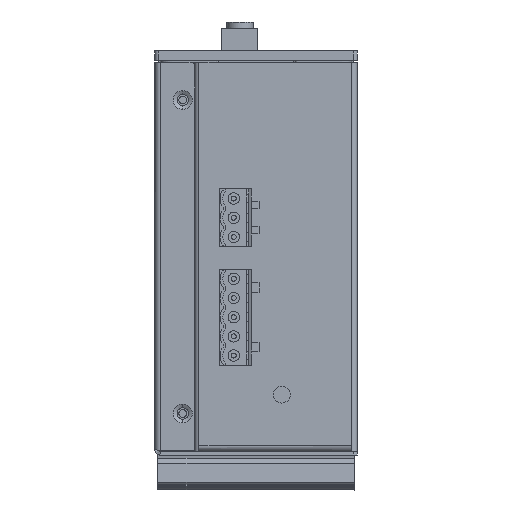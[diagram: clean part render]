
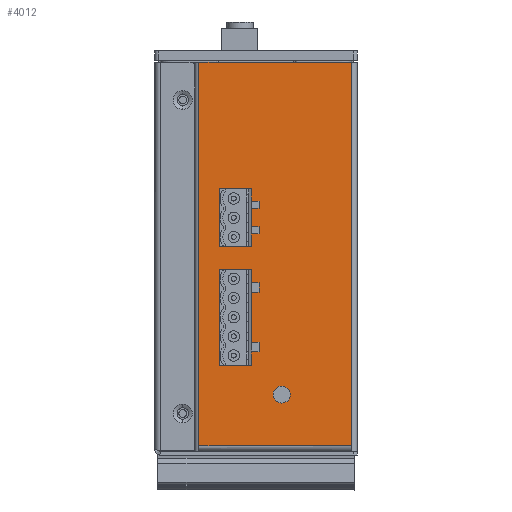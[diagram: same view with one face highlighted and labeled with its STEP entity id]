
A CAD part, left-side view. The second image highlights one B-rep face of the part: STEP entity #4012.
In plain terms, the highlighted planar face has unit normal (-1, 0, 0).
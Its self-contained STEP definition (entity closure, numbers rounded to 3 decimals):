
#245=DIRECTION('',(0.,0.,1.));
#246=VECTOR('',#245,101.5);
#247=CARTESIAN_POINT('',(-67.5,1.5,-50.));
#248=LINE('',#247,#246);
#978=DIRECTION('',(0.,-1.,0.));
#979=VECTOR('',#978,40.4);
#980=CARTESIAN_POINT('',(-67.5,41.9,-50.));
#981=LINE('',#980,#979);
#1033=DIRECTION('',(0.,-1.,0.));
#1034=VECTOR('',#1033,40.4);
#1035=CARTESIAN_POINT('',(-67.5,41.9,51.5));
#1036=LINE('',#1035,#1034);
#1037=CARTESIAN_POINT('',(-67.5,20.,-36.5));
#1038=DIRECTION('',(-1.,0.,0.));
#1039=DIRECTION('',(0.,0.,-1.));
#1040=AXIS2_PLACEMENT_3D('',#1037,#1038,#1039);
#1042=CARTESIAN_POINT('',(-67.5,20.,-36.5));
#1043=DIRECTION('',(-1.,0.,0.));
#1044=DIRECTION('',(0.,0.,1.));
#1045=AXIS2_PLACEMENT_3D('',#1042,#1043,#1044);
#1047=DIRECTION('',(0.,0.,-1.));
#1048=VECTOR('',#1047,25.6);
#1049=CARTESIAN_POINT('',(-67.5,36.5,-3.25));
#1050=LINE('',#1049,#1048);
#1051=DIRECTION('',(0.,-1.,0.));
#1052=VECTOR('',#1051,8.5);
#1053=CARTESIAN_POINT('',(-67.5,36.5,-28.85));
#1054=LINE('',#1053,#1052);
#1055=DIRECTION('',(0.,0.,1.));
#1056=VECTOR('',#1055,3.65);
#1057=CARTESIAN_POINT('',(-67.5,28.,-28.85));
#1058=LINE('',#1057,#1056);
#1059=DIRECTION('',(0.,-1.,0.));
#1060=VECTOR('',#1059,2.);
#1061=CARTESIAN_POINT('',(-67.5,28.,-25.2));
#1062=LINE('',#1061,#1060);
#1063=DIRECTION('',(0.,0.,1.));
#1064=VECTOR('',#1063,2.5);
#1065=CARTESIAN_POINT('',(-67.5,26.,-25.2));
#1066=LINE('',#1065,#1064);
#1067=DIRECTION('',(0.,1.,0.));
#1068=VECTOR('',#1067,2.);
#1069=CARTESIAN_POINT('',(-67.5,26.,-22.7));
#1070=LINE('',#1069,#1068);
#1071=DIRECTION('',(0.,0.,1.));
#1072=VECTOR('',#1071,13.3);
#1073=CARTESIAN_POINT('',(-67.5,28.,-22.7));
#1074=LINE('',#1073,#1072);
#1075=DIRECTION('',(0.,-1.,0.));
#1076=VECTOR('',#1075,2.);
#1077=CARTESIAN_POINT('',(-67.5,28.,-9.4));
#1078=LINE('',#1077,#1076);
#1079=DIRECTION('',(0.,0.,1.));
#1080=VECTOR('',#1079,2.5);
#1081=CARTESIAN_POINT('',(-67.5,26.,-9.4));
#1082=LINE('',#1081,#1080);
#1083=DIRECTION('',(0.,1.,0.));
#1084=VECTOR('',#1083,2.);
#1085=CARTESIAN_POINT('',(-67.5,26.,-6.9));
#1086=LINE('',#1085,#1084);
#1087=DIRECTION('',(0.,0.,1.));
#1088=VECTOR('',#1087,3.65);
#1089=CARTESIAN_POINT('',(-67.5,28.,-6.9));
#1090=LINE('',#1089,#1088);
#1091=DIRECTION('',(0.,1.,0.));
#1092=VECTOR('',#1091,8.5);
#1093=CARTESIAN_POINT('',(-67.5,28.,-3.25));
#1094=LINE('',#1093,#1092);
#1095=DIRECTION('',(0.,0.,-1.));
#1096=VECTOR('',#1095,15.4);
#1097=CARTESIAN_POINT('',(-67.5,36.5,18.05));
#1098=LINE('',#1097,#1096);
#1099=DIRECTION('',(0.,-1.,0.));
#1100=VECTOR('',#1099,8.5);
#1101=CARTESIAN_POINT('',(-67.5,36.5,2.65));
#1102=LINE('',#1101,#1100);
#1103=DIRECTION('',(0.,0.,1.));
#1104=VECTOR('',#1103,3.38);
#1105=CARTESIAN_POINT('',(-67.5,28.,2.65));
#1106=LINE('',#1105,#1104);
#1107=DIRECTION('',(0.,-1.,0.));
#1108=VECTOR('',#1107,2.);
#1109=CARTESIAN_POINT('',(-67.5,28.,6.03));
#1110=LINE('',#1109,#1108);
#1111=DIRECTION('',(0.,0.,1.));
#1112=VECTOR('',#1111,1.9);
#1113=CARTESIAN_POINT('',(-67.5,26.,6.03));
#1114=LINE('',#1113,#1112);
#1115=DIRECTION('',(0.,1.,0.));
#1116=VECTOR('',#1115,2.);
#1117=CARTESIAN_POINT('',(-67.5,26.,7.93));
#1118=LINE('',#1117,#1116);
#1119=DIRECTION('',(0.,0.,1.));
#1120=VECTOR('',#1119,4.84);
#1121=CARTESIAN_POINT('',(-67.5,28.,7.93));
#1122=LINE('',#1121,#1120);
#1123=DIRECTION('',(0.,-1.,0.));
#1124=VECTOR('',#1123,2.);
#1125=CARTESIAN_POINT('',(-67.5,28.,12.77));
#1126=LINE('',#1125,#1124);
#1127=DIRECTION('',(0.,0.,1.));
#1128=VECTOR('',#1127,1.9);
#1129=CARTESIAN_POINT('',(-67.5,26.,12.77));
#1130=LINE('',#1129,#1128);
#1131=DIRECTION('',(0.,1.,0.));
#1132=VECTOR('',#1131,2.);
#1133=CARTESIAN_POINT('',(-67.5,26.,14.67));
#1134=LINE('',#1133,#1132);
#1135=DIRECTION('',(0.,0.,1.));
#1136=VECTOR('',#1135,3.38);
#1137=CARTESIAN_POINT('',(-67.5,28.,14.67));
#1138=LINE('',#1137,#1136);
#1139=DIRECTION('',(0.,1.,0.));
#1140=VECTOR('',#1139,8.5);
#1141=CARTESIAN_POINT('',(-67.5,28.,18.05));
#1142=LINE('',#1141,#1140);
#1151=DIRECTION('',(0.,0.,-1.));
#1152=VECTOR('',#1151,101.5);
#1153=CARTESIAN_POINT('',(-67.5,41.9,51.5));
#1154=LINE('',#1153,#1152);
#2091=CARTESIAN_POINT('',(-67.5,1.5,51.5));
#2092=VERTEX_POINT('',#2091);
#2101=CARTESIAN_POINT('',(-67.5,1.5,-50.));
#2102=VERTEX_POINT('',#2101);
#2300=CARTESIAN_POINT('',(-67.5,41.9,-50.));
#2301=VERTEX_POINT('',#2300);
#2361=CARTESIAN_POINT('',(-67.5,41.9,51.5));
#2362=VERTEX_POINT('',#2361);
#2363=CARTESIAN_POINT('',(-67.5,20.,-38.75));
#2364=CARTESIAN_POINT('',(-67.5,20.,-34.25));
#2365=VERTEX_POINT('',#2363);
#2366=VERTEX_POINT('',#2364);
#2367=CARTESIAN_POINT('',(-67.5,36.5,-3.25));
#2368=CARTESIAN_POINT('',(-67.5,36.5,-28.85));
#2369=VERTEX_POINT('',#2367);
#2370=VERTEX_POINT('',#2368);
#2371=CARTESIAN_POINT('',(-67.5,28.,-28.85));
#2372=VERTEX_POINT('',#2371);
#2373=CARTESIAN_POINT('',(-67.5,28.,-25.2));
#2374=VERTEX_POINT('',#2373);
#2375=CARTESIAN_POINT('',(-67.5,26.,-25.2));
#2376=VERTEX_POINT('',#2375);
#2377=CARTESIAN_POINT('',(-67.5,26.,-22.7));
#2378=VERTEX_POINT('',#2377);
#2379=CARTESIAN_POINT('',(-67.5,28.,-22.7));
#2380=VERTEX_POINT('',#2379);
#2381=CARTESIAN_POINT('',(-67.5,28.,-9.4));
#2382=VERTEX_POINT('',#2381);
#2383=CARTESIAN_POINT('',(-67.5,26.,-9.4));
#2384=VERTEX_POINT('',#2383);
#2385=CARTESIAN_POINT('',(-67.5,26.,-6.9));
#2386=VERTEX_POINT('',#2385);
#2387=CARTESIAN_POINT('',(-67.5,28.,-6.9));
#2388=VERTEX_POINT('',#2387);
#2389=CARTESIAN_POINT('',(-67.5,28.,-3.25));
#2390=VERTEX_POINT('',#2389);
#2391=CARTESIAN_POINT('',(-67.5,36.5,18.05));
#2392=CARTESIAN_POINT('',(-67.5,36.5,2.65));
#2393=VERTEX_POINT('',#2391);
#2394=VERTEX_POINT('',#2392);
#2395=CARTESIAN_POINT('',(-67.5,28.,2.65));
#2396=VERTEX_POINT('',#2395);
#2397=CARTESIAN_POINT('',(-67.5,28.,6.03));
#2398=VERTEX_POINT('',#2397);
#2399=CARTESIAN_POINT('',(-67.5,26.,6.03));
#2400=VERTEX_POINT('',#2399);
#2401=CARTESIAN_POINT('',(-67.5,26.,7.93));
#2402=VERTEX_POINT('',#2401);
#2403=CARTESIAN_POINT('',(-67.5,28.,7.93));
#2404=VERTEX_POINT('',#2403);
#2405=CARTESIAN_POINT('',(-67.5,28.,12.77));
#2406=VERTEX_POINT('',#2405);
#2407=CARTESIAN_POINT('',(-67.5,26.,12.77));
#2408=VERTEX_POINT('',#2407);
#2409=CARTESIAN_POINT('',(-67.5,26.,14.67));
#2410=VERTEX_POINT('',#2409);
#2411=CARTESIAN_POINT('',(-67.5,28.,14.67));
#2412=VERTEX_POINT('',#2411);
#2413=CARTESIAN_POINT('',(-67.5,28.,18.05));
#2414=VERTEX_POINT('',#2413);
#3942=CARTESIAN_POINT('',(-67.5,0.,51.5));
#3943=DIRECTION('',(-1.,0.,0.));
#3944=DIRECTION('',(0.,0.,1.));
#3945=AXIS2_PLACEMENT_3D('',#3942,#3943,#3944);
#3946=PLANE('',#3945);
#3947=ORIENTED_EDGE('',*,*,#3933,.T.);
#3948=ORIENTED_EDGE('',*,*,#2726,.F.);
#3949=ORIENTED_EDGE('',*,*,#3786,.F.);
#3951=ORIENTED_EDGE('',*,*,#3950,.F.);
#3952=EDGE_LOOP('',(#3947,#3948,#3949,#3951));
#3953=FACE_OUTER_BOUND('',#3952,.F.);
#3955=ORIENTED_EDGE('',*,*,#3954,.T.);
#3957=ORIENTED_EDGE('',*,*,#3956,.T.);
#3958=EDGE_LOOP('',(#3955,#3957));
#3959=FACE_BOUND('',#3958,.F.);
#3961=ORIENTED_EDGE('',*,*,#3960,.T.);
#3963=ORIENTED_EDGE('',*,*,#3962,.T.);
#3965=ORIENTED_EDGE('',*,*,#3964,.T.);
#3967=ORIENTED_EDGE('',*,*,#3966,.T.);
#3969=ORIENTED_EDGE('',*,*,#3968,.T.);
#3971=ORIENTED_EDGE('',*,*,#3970,.T.);
#3973=ORIENTED_EDGE('',*,*,#3972,.T.);
#3975=ORIENTED_EDGE('',*,*,#3974,.T.);
#3977=ORIENTED_EDGE('',*,*,#3976,.T.);
#3979=ORIENTED_EDGE('',*,*,#3978,.T.);
#3981=ORIENTED_EDGE('',*,*,#3980,.T.);
#3983=ORIENTED_EDGE('',*,*,#3982,.T.);
#3984=EDGE_LOOP('',(#3961,#3963,#3965,#3967,#3969,#3971,#3973,#3975,#3977,#3979,
#3981,#3983));
#3985=FACE_BOUND('',#3984,.F.);
#3987=ORIENTED_EDGE('',*,*,#3986,.T.);
#3989=ORIENTED_EDGE('',*,*,#3988,.T.);
#3991=ORIENTED_EDGE('',*,*,#3990,.T.);
#3993=ORIENTED_EDGE('',*,*,#3992,.T.);
#3995=ORIENTED_EDGE('',*,*,#3994,.T.);
#3997=ORIENTED_EDGE('',*,*,#3996,.T.);
#3999=ORIENTED_EDGE('',*,*,#3998,.T.);
#4001=ORIENTED_EDGE('',*,*,#4000,.T.);
#4003=ORIENTED_EDGE('',*,*,#4002,.T.);
#4005=ORIENTED_EDGE('',*,*,#4004,.T.);
#4007=ORIENTED_EDGE('',*,*,#4006,.T.);
#4009=ORIENTED_EDGE('',*,*,#4008,.T.);
#4010=EDGE_LOOP('',(#3987,#3989,#3991,#3993,#3995,#3997,#3999,#4001,#4003,#4005,
#4007,#4009));
#4011=FACE_BOUND('',#4010,.F.);
#1041=CIRCLE('',#1040,2.25);
#1046=CIRCLE('',#1045,2.25);
#2726=EDGE_CURVE('',#2102,#2092,#248,.T.);
#3786=EDGE_CURVE('',#2301,#2102,#981,.T.);
#3933=EDGE_CURVE('',#2362,#2092,#1036,.T.);
#3950=EDGE_CURVE('',#2362,#2301,#1154,.T.);
#3954=EDGE_CURVE('',#2365,#2366,#1041,.T.);
#3956=EDGE_CURVE('',#2366,#2365,#1046,.T.);
#3960=EDGE_CURVE('',#2369,#2370,#1050,.T.);
#3962=EDGE_CURVE('',#2370,#2372,#1054,.T.);
#3964=EDGE_CURVE('',#2372,#2374,#1058,.T.);
#3966=EDGE_CURVE('',#2374,#2376,#1062,.T.);
#3968=EDGE_CURVE('',#2376,#2378,#1066,.T.);
#3970=EDGE_CURVE('',#2378,#2380,#1070,.T.);
#3972=EDGE_CURVE('',#2380,#2382,#1074,.T.);
#3974=EDGE_CURVE('',#2382,#2384,#1078,.T.);
#3976=EDGE_CURVE('',#2384,#2386,#1082,.T.);
#3978=EDGE_CURVE('',#2386,#2388,#1086,.T.);
#3980=EDGE_CURVE('',#2388,#2390,#1090,.T.);
#3982=EDGE_CURVE('',#2390,#2369,#1094,.T.);
#3986=EDGE_CURVE('',#2393,#2394,#1098,.T.);
#3988=EDGE_CURVE('',#2394,#2396,#1102,.T.);
#3990=EDGE_CURVE('',#2396,#2398,#1106,.T.);
#3992=EDGE_CURVE('',#2398,#2400,#1110,.T.);
#3994=EDGE_CURVE('',#2400,#2402,#1114,.T.);
#3996=EDGE_CURVE('',#2402,#2404,#1118,.T.);
#3998=EDGE_CURVE('',#2404,#2406,#1122,.T.);
#4000=EDGE_CURVE('',#2406,#2408,#1126,.T.);
#4002=EDGE_CURVE('',#2408,#2410,#1130,.T.);
#4004=EDGE_CURVE('',#2410,#2412,#1134,.T.);
#4006=EDGE_CURVE('',#2412,#2414,#1138,.T.);
#4008=EDGE_CURVE('',#2414,#2393,#1142,.T.);
#4012=ADVANCED_FACE('',(#3953,#3959,#3985,#4011),#3946,.T.);
